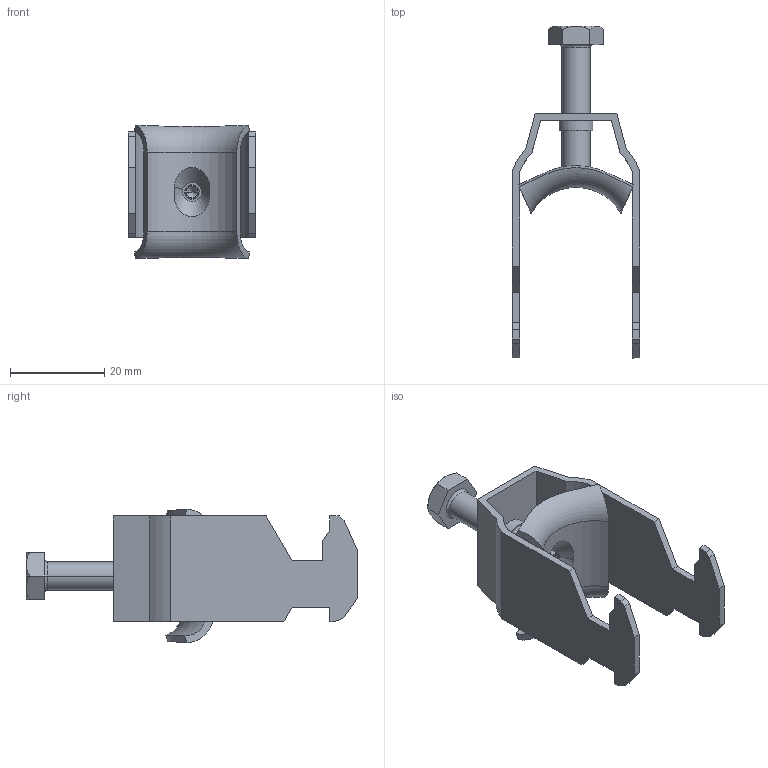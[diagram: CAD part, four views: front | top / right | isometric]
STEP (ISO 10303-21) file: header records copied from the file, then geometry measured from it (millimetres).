
FILE_DESCRIPTION (( 'STEP AP214' ), '1' );
FILE_NAME ('1186016.STEP', '2023-09-05T09:14:21', ( '' ), ( '' ), 'SwSTEP 2.0', 'SolidWorks 2022', '' );
FILE_SCHEMA (( 'AUTOMOTIVE_DESIGN' ));
Length unit declared in the file: millimetre
Products named in the file (4): 142951_M6 x 26; 157093_1Fach; 1186016; 203431_Standard
Assembly tree (3 placements, depth 2):
  1186016
    157093_1Fach
    142951_M6 x 26
    203431_Standard
Bounding box: 27 x 70.5 x 28.42 mm (x, y, z)
Volume: 5823.8 mm3; surface area: 8063.8 mm2
Topology: 3 solids, 3 shells, 239 faces, 628 edges, 416 vertices
Faces by surface type: plane 138, bspline 49, cylinder 34, cone 10, torus 8
Entity records: 13239 total; most frequent: CARTESIAN_POINT 7511, ORIENTED_EDGE 1248, DIRECTION 970, EDGE_CURVE 624, VERTEX_POINT 416, VECTOR 378, LINE 378, AXIS2_PLACEMENT_3D 296
